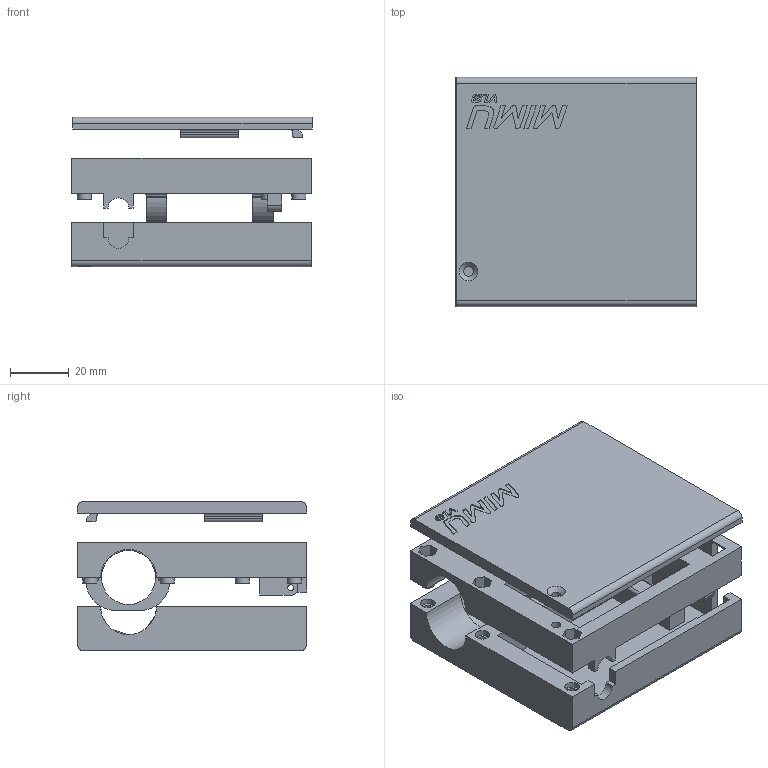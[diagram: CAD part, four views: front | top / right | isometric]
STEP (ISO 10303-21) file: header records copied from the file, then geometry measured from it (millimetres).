
FILE_DESCRIPTION(/* description */ (''),/* implementation_level */ '2;1');
FILE_NAME(/* name */ 'AssemblyV1.stp',/* time_stamp */ '2020-09-07T17:27:02+02:00',/* author */ ('Alfred'),/* organization */ (''),/* preprocessor_version */ 'ST-DEVELOPER v18',/* originating_system */ 'Autodesk Inventor 2020',/* authorisation */ '');
FILE_SCHEMA (('AUTOMOTIVE_DESIGN { 1 0 10303 214 3 1 1 }'));
Length unit declared in the file: millimetre
Products named in the file (4): AssemblyV1; Deckel; Gehause_A_neu; Gehause_B
Assembly tree (3 placements, depth 2):
  AssemblyV1
    Deckel
    Gehause_A_neu
    Gehause_B
Bounding box: 82.1 x 78.4 x 51 mm (x, y, z)
Volume: 88744.3 mm3; surface area: 56155.1 mm2
Topology: 3 solids, 3 shells, 423 faces, 1202 edges, 841 vertices
Faces by surface type: plane 257, cylinder 121, bspline 37, cone 8
Full cylindrical faces by diameter (mm): 1.778 x2, 2 x1, 3.2 x14, 4.8 x6, 5 x6, 18.5 x2
Entity records: 14791 total; most frequent: CARTESIAN_POINT 3721, ORIENTED_EDGE 2304, DIRECTION 2135, EDGE_CURVE 1152, LINE 823, VECTOR 823, VERTEX_POINT 761, AXIS2_PLACEMENT_3D 656
